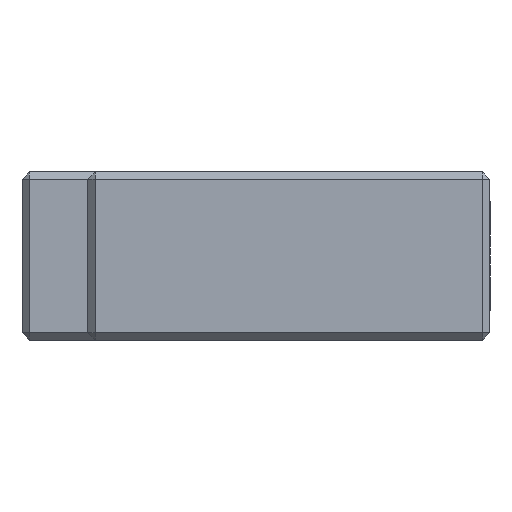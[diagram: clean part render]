
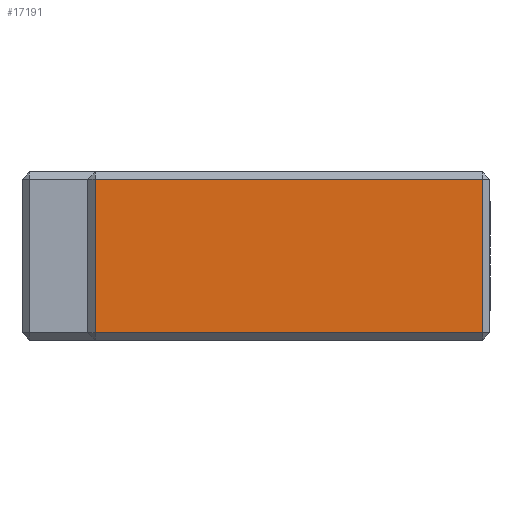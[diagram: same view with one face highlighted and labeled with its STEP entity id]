
A CAD part, left-side view. The second image highlights one B-rep face of the part: STEP entity #17191.
In plain terms, the highlighted planar face has unit normal (-1, 0, 0).
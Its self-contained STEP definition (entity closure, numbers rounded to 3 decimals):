
#160 = DIRECTION ( 'NONE',  ( 0., 1., 0. ) ) ;
#419 = LINE ( 'NONE', #12563, #6888 ) ;
#991 = EDGE_CURVE ( 'NONE', #4096, #13002, #6061, .T. ) ;
#2680 = CARTESIAN_POINT ( 'NONE',  ( -43., 55., 10.5 ) ) ;
#3143 = DIRECTION ( 'NONE',  ( 1., 0., 0. ) ) ;
#3521 = DIRECTION ( 'NONE',  ( 0., 0., -1. ) ) ;
#4096 = VERTEX_POINT ( 'NONE', #15645 ) ;
#4401 = CARTESIAN_POINT ( 'NONE',  ( -43., 1., 10.5 ) ) ;
#4549 = EDGE_CURVE ( 'NONE', #14805, #4096, #419, .T. ) ;
#6061 = LINE ( 'NONE', #15888, #18294 ) ;
#6888 = VECTOR ( 'NONE', #19098, 1000. ) ;
#7065 = CARTESIAN_POINT ( 'NONE',  ( -43., 54., 10.5 ) ) ;
#7373 = VERTEX_POINT ( 'NONE', #7065 ) ;
#8410 = LINE ( 'NONE', #14460, #12826 ) ;
#10745 = CARTESIAN_POINT ( 'NONE',  ( -43., 54., -10.5 ) ) ;
#10904 = ORIENTED_EDGE ( 'NONE', *, *, #4549, .T. ) ;
#12429 = LINE ( 'NONE', #2680, #16186 ) ;
#12524 = DIRECTION ( 'NONE',  ( 0., 0., 1. ) ) ;
#12563 = CARTESIAN_POINT ( 'NONE',  ( -43., 55., -10.5 ) ) ;
#12826 = VECTOR ( 'NONE', #3521, 1000. ) ;
#13002 = VERTEX_POINT ( 'NONE', #4401 ) ;
#13118 = EDGE_CURVE ( 'NONE', #7373, #14805, #8410, .T. ) ;
#13268 = ORIENTED_EDGE ( 'NONE', *, *, #13314, .T. ) ;
#13314 = EDGE_CURVE ( 'NONE', #13002, #7373, #12429, .T. ) ;
#13783 = ORIENTED_EDGE ( 'NONE', *, *, #991, .T. ) ;
#14460 = CARTESIAN_POINT ( 'NONE',  ( -43., 54., 11.5 ) ) ;
#14805 = VERTEX_POINT ( 'NONE', #10745 ) ;
#15645 = CARTESIAN_POINT ( 'NONE',  ( -43., 1., -10.5 ) ) ;
#15646 = ORIENTED_EDGE ( 'NONE', *, *, #13118, .T. ) ;
#15888 = CARTESIAN_POINT ( 'NONE',  ( -43., 1., 11.5 ) ) ;
#16160 = CARTESIAN_POINT ( 'NONE',  ( -43., 55., 11.5 ) ) ;
#16186 = VECTOR ( 'NONE', #18855, 1000. ) ;
#17191 = ADVANCED_FACE ( 'NONE', ( #19533 ), #17739, .F. ) ;
#17739 = PLANE ( 'NONE',  #18522 ) ;
#17951 = EDGE_LOOP ( 'NONE', ( #10904, #13783, #13268, #15646 ) ) ;
#18294 = VECTOR ( 'NONE', #12524, 1000. ) ;
#18522 = AXIS2_PLACEMENT_3D ( 'NONE', #16160, #3143, #160 ) ;
#18855 = DIRECTION ( 'NONE',  ( 0., 1., 0. ) ) ;
#19098 = DIRECTION ( 'NONE',  ( 0., -1., 0. ) ) ;
#19533 = FACE_OUTER_BOUND ( 'NONE', #17951, .T. ) ;
